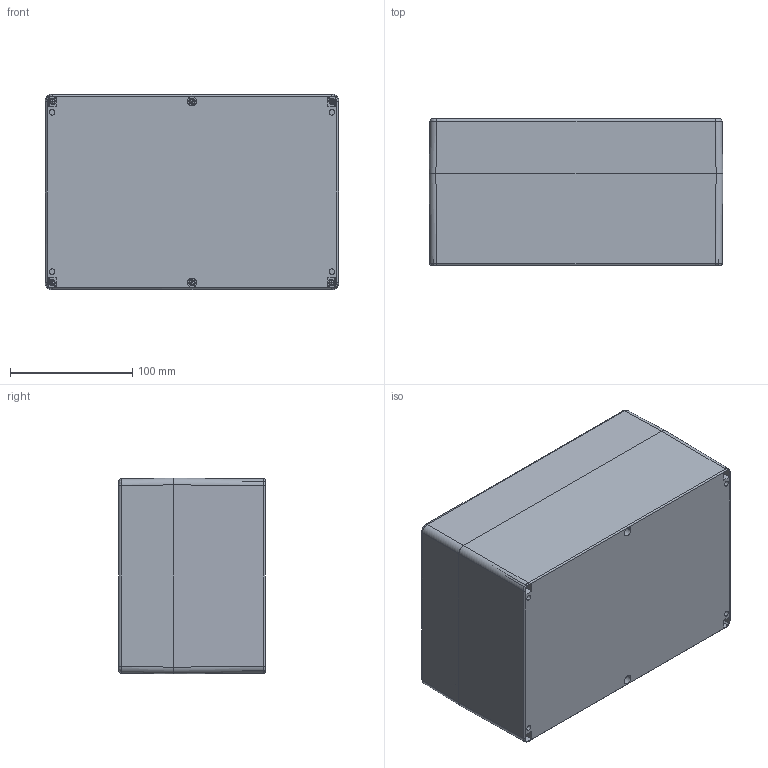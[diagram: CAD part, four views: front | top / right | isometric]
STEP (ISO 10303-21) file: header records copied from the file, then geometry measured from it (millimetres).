
FILE_DESCRIPTION (( 'STEP AP214' ), '1' );
FILE_NAME ('2365-2416-12-00.step', '2023-11-08T05:54:12', ( '' ), ( '' ), 'SwSTEP 2.0', 'SolidWorks 2019', '' );
FILE_SCHEMA (( 'AUTOMOTIVE_DESIGN' ));
Length unit declared in the file: millimetre
Products named in the file (5): Deckelschraube_3,5x44,5; 2365-2416-12-00; Unterteil^2365-2416-12-00; Deckel^2365-2416-12-00
Assembly tree (9 placements, depth 3):
  2365-2416-12-00
    2365-2416-12-00
      Deckelschraube_3,5x44,5  x6
      Unterteil^2365-2416-12-00
      Deckel^2365-2416-12-00
Bounding box: 240 x 120 x 160 mm (x, y, z)
Volume: 623596.7 mm3; surface area: 378495.8 mm2
Topology: 14 solids, 14 shells, 947 faces, 2512 edges, 1616 vertices
Faces by surface type: plane 431, cylinder 278, cone 134, bspline 68, torus 24, sphere 12
Entity records: 24967 total; most frequent: CARTESIAN_POINT 8107, ORIENTED_EDGE 3356, DIRECTION 3351, EDGE_CURVE 1678, AXIS2_PLACEMENT_3D 1236, VERTEX_POINT 1108, VECTOR 879, LINE 879
